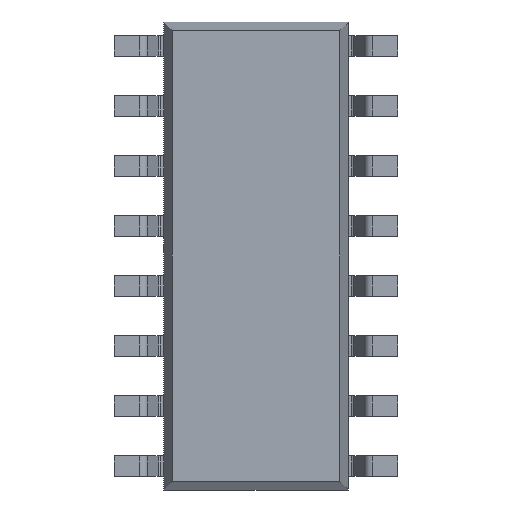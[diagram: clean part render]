
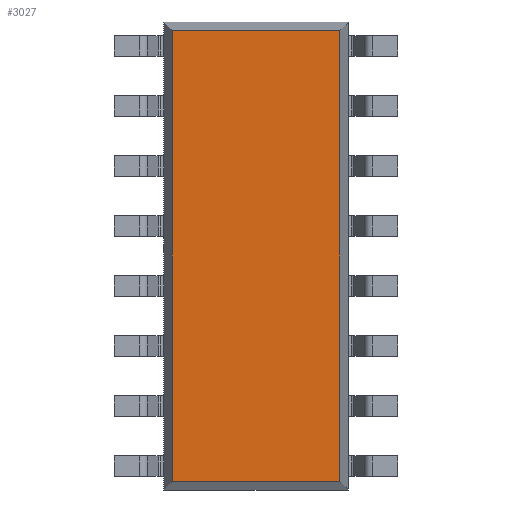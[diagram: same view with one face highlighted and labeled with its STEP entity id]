
A CAD part, front view. The second image highlights one B-rep face of the part: STEP entity #3027.
In plain terms, the highlighted planar face has unit normal (0, -1, 0).
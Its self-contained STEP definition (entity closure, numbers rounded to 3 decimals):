
#129 = PLANE ( 'NONE',  #3553 ) ;
#352 = VERTEX_POINT ( 'NONE', #3560 ) ;
#632 = DIRECTION ( 'NONE',  ( 0., 0., -1. ) ) ;
#759 = ORIENTED_EDGE ( 'NONE', *, *, #7052, .T. ) ;
#1117 = ORIENTED_EDGE ( 'NONE', *, *, #4635, .T. ) ;
#1220 = EDGE_LOOP ( 'NONE', ( #1830, #4448, #759, #1117 ) ) ;
#1460 = EDGE_CURVE ( 'NONE', #5713, #352, #5405, .T. ) ;
#1549 = DIRECTION ( 'NONE',  ( -1., 0., 0. ) ) ;
#1830 = ORIENTED_EDGE ( 'NONE', *, *, #6573, .T. ) ;
#2001 = CARTESIAN_POINT ( 'NONE',  ( -1.95, 0.1, -4.769 ) ) ;
#2135 = FACE_OUTER_BOUND ( 'NONE', #1220, .T. ) ;
#2167 = VECTOR ( 'NONE', #2417, 1000. ) ;
#2280 = CARTESIAN_POINT ( 'NONE',  ( -1.769, 0.1, 4.769 ) ) ;
#2417 = DIRECTION ( 'NONE',  ( 0., 0., 1. ) ) ;
#3027 = ADVANCED_FACE ( 'NONE', ( #2135 ), #129, .T. ) ;
#3553 = AXIS2_PLACEMENT_3D ( 'NONE', #4217, #4137, #632 ) ;
#3560 = CARTESIAN_POINT ( 'NONE',  ( -1.769, 0.1, -4.769 ) ) ;
#3738 = LINE ( 'NONE', #4758, #2167 ) ;
#3789 = LINE ( 'NONE', #3834, #7530 ) ;
#3834 = CARTESIAN_POINT ( 'NONE',  ( 1.95, 0.1, 4.769 ) ) ;
#4015 = VECTOR ( 'NONE', #6557, 1000. ) ;
#4137 = DIRECTION ( 'NONE',  ( 0., -1., 0. ) ) ;
#4217 = CARTESIAN_POINT ( 'NONE',  ( 0., 0.1, 0. ) ) ;
#4314 = CARTESIAN_POINT ( 'NONE',  ( 1.769, 0.1, 4.769 ) ) ;
#4448 = ORIENTED_EDGE ( 'NONE', *, *, #1460, .T. ) ;
#4635 = EDGE_CURVE ( 'NONE', #7531, #6850, #3738, .T. ) ;
#4758 = CARTESIAN_POINT ( 'NONE',  ( 1.769, 0.1, -4.95 ) ) ;
#5405 = LINE ( 'NONE', #7040, #4015 ) ;
#5713 = VERTEX_POINT ( 'NONE', #2280 ) ;
#6086 = VECTOR ( 'NONE', #6118, 1000. ) ;
#6118 = DIRECTION ( 'NONE',  ( 1., 0., 0. ) ) ;
#6447 = LINE ( 'NONE', #2001, #6086 ) ;
#6557 = DIRECTION ( 'NONE',  ( 0., 0., -1. ) ) ;
#6573 = EDGE_CURVE ( 'NONE', #6850, #5713, #3789, .T. ) ;
#6850 = VERTEX_POINT ( 'NONE', #4314 ) ;
#7040 = CARTESIAN_POINT ( 'NONE',  ( -1.769, 0.1, 4.95 ) ) ;
#7052 = EDGE_CURVE ( 'NONE', #352, #7531, #6447, .T. ) ;
#7360 = CARTESIAN_POINT ( 'NONE',  ( 1.769, 0.1, -4.769 ) ) ;
#7530 = VECTOR ( 'NONE', #1549, 1000. ) ;
#7531 = VERTEX_POINT ( 'NONE', #7360 ) ;
